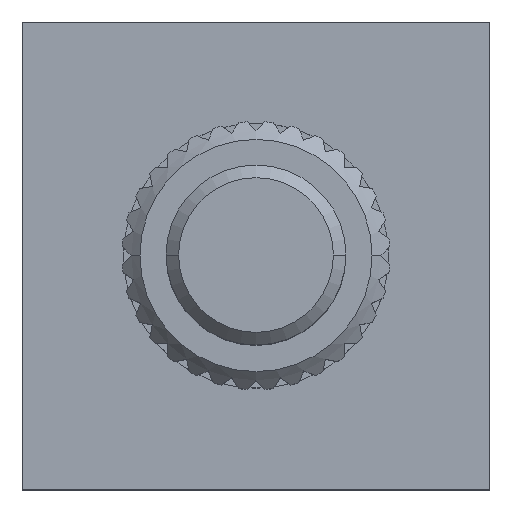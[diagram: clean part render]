
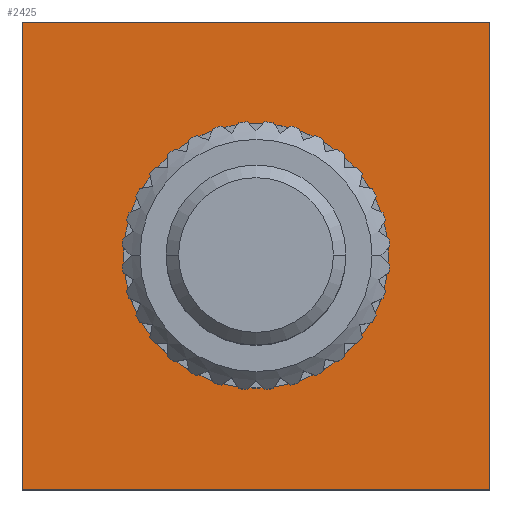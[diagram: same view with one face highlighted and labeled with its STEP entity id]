
A CAD part, top view. The second image highlights one B-rep face of the part: STEP entity #2425.
In plain terms, the highlighted planar face has unit normal (0, 0, 1).
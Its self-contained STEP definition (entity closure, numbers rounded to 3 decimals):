
#65 = DIRECTION ( 'NONE',  ( 1., 0., 0. ) ) ;
#83 = VECTOR ( 'NONE', #1342, 1000. ) ;
#85 = DIRECTION ( 'NONE',  ( 0., 0., 1. ) ) ;
#172 = VERTEX_POINT ( 'NONE', #4438 ) ;
#343 = AXIS2_PLACEMENT_3D ( 'NONE', #4409, #2952, #3468 ) ;
#464 = CARTESIAN_POINT ( 'NONE',  ( -6.5, 6.5, 2. ) ) ;
#557 = ORIENTED_EDGE ( 'NONE', *, *, #2809, .T. ) ;
#818 = ORIENTED_EDGE ( 'NONE', *, *, #5325, .F. ) ;
#853 = CIRCLE ( 'NONE', #343, 3.675 ) ;
#1020 = VECTOR ( 'NONE', #2844, 1000. ) ;
#1169 = EDGE_CURVE ( 'NONE', #5343, #6330, #5886, .T. ) ;
#1196 = FACE_OUTER_BOUND ( 'NONE', #5203, .T. ) ;
#1201 = VERTEX_POINT ( 'NONE', #1847 ) ;
#1342 = DIRECTION ( 'NONE',  ( 0., -1., 0. ) ) ;
#1499 = EDGE_LOOP ( 'NONE', ( #818, #5329 ) ) ;
#1579 = CARTESIAN_POINT ( 'NONE',  ( 6.5, 6.5, 2. ) ) ;
#1847 = CARTESIAN_POINT ( 'NONE',  ( 6.5, 6.5, 2. ) ) ;
#1853 = AXIS2_PLACEMENT_3D ( 'NONE', #5830, #2907, #65 ) ;
#1865 = CIRCLE ( 'NONE', #1853, 3.675 ) ;
#2043 = ORIENTED_EDGE ( 'NONE', *, *, #1169, .T. ) ;
#2425 = ADVANCED_FACE ( 'NONE', ( #1196, #5566 ), #4429, .T. ) ;
#2460 = EDGE_CURVE ( 'NONE', #3044, #1201, #4256, .T. ) ;
#2670 = DIRECTION ( 'NONE',  ( 0., 1., 0. ) ) ;
#2761 = AXIS2_PLACEMENT_3D ( 'NONE', #5410, #85, #3502 ) ;
#2809 = EDGE_CURVE ( 'NONE', #6330, #3044, #5319, .T. ) ;
#2844 = DIRECTION ( 'NONE',  ( -1., 0., 0. ) ) ;
#2907 = DIRECTION ( 'NONE',  ( 0., 0., 1. ) ) ;
#2952 = DIRECTION ( 'NONE',  ( 0., 0., 1. ) ) ;
#3044 = VERTEX_POINT ( 'NONE', #5641 ) ;
#3055 = ORIENTED_EDGE ( 'NONE', *, *, #3726, .T. ) ;
#3381 = CARTESIAN_POINT ( 'NONE',  ( -6.5, 6.5, 2. ) ) ;
#3424 = VERTEX_POINT ( 'NONE', #5617 ) ;
#3468 = DIRECTION ( 'NONE',  ( 1., 0., 0. ) ) ;
#3502 = DIRECTION ( 'NONE',  ( 1., 0., 0. ) ) ;
#3726 = EDGE_CURVE ( 'NONE', #1201, #5343, #5299, .T. ) ;
#4182 = VECTOR ( 'NONE', #4976, 1000. ) ;
#4256 = LINE ( 'NONE', #1579, #5406 ) ;
#4356 = CARTESIAN_POINT ( 'NONE',  ( -6.5, 6.5, 2. ) ) ;
#4409 = CARTESIAN_POINT ( 'NONE',  ( 0., 0., 2. ) ) ;
#4429 = PLANE ( 'NONE',  #2761 ) ;
#4438 = CARTESIAN_POINT ( 'NONE',  ( -3.675, 0., 2. ) ) ;
#4976 = DIRECTION ( 'NONE',  ( 1., 0., 0. ) ) ;
#5203 = EDGE_LOOP ( 'NONE', ( #5470, #3055, #2043, #557 ) ) ;
#5299 = LINE ( 'NONE', #464, #1020 ) ;
#5319 = LINE ( 'NONE', #6324, #4182 ) ;
#5325 = EDGE_CURVE ( 'NONE', #172, #3424, #853, .T. ) ;
#5329 = ORIENTED_EDGE ( 'NONE', *, *, #5434, .F. ) ;
#5343 = VERTEX_POINT ( 'NONE', #3381 ) ;
#5406 = VECTOR ( 'NONE', #2670, 1000. ) ;
#5410 = CARTESIAN_POINT ( 'NONE',  ( 0., 0., 2. ) ) ;
#5434 = EDGE_CURVE ( 'NONE', #3424, #172, #1865, .T. ) ;
#5470 = ORIENTED_EDGE ( 'NONE', *, *, #2460, .T. ) ;
#5566 = FACE_BOUND ( 'NONE', #1499, .T. ) ;
#5617 = CARTESIAN_POINT ( 'NONE',  ( 3.675, 0., 2. ) ) ;
#5641 = CARTESIAN_POINT ( 'NONE',  ( 6.5, -6.5, 2. ) ) ;
#5768 = CARTESIAN_POINT ( 'NONE',  ( -6.5, -6.5, 2. ) ) ;
#5830 = CARTESIAN_POINT ( 'NONE',  ( 0., 0., 2. ) ) ;
#5886 = LINE ( 'NONE', #4356, #83 ) ;
#6324 = CARTESIAN_POINT ( 'NONE',  ( -6.5, -6.5, 2. ) ) ;
#6330 = VERTEX_POINT ( 'NONE', #5768 ) ;
